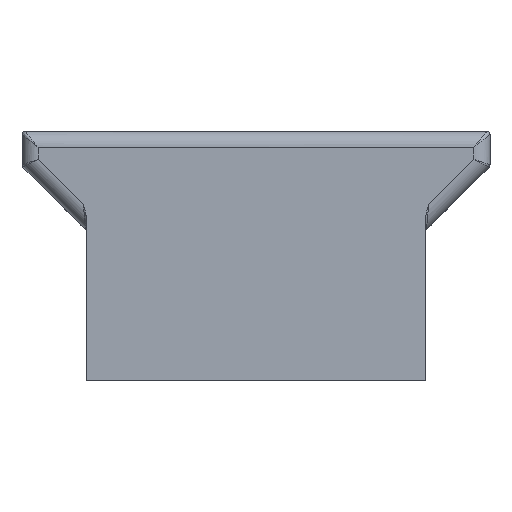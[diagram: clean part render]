
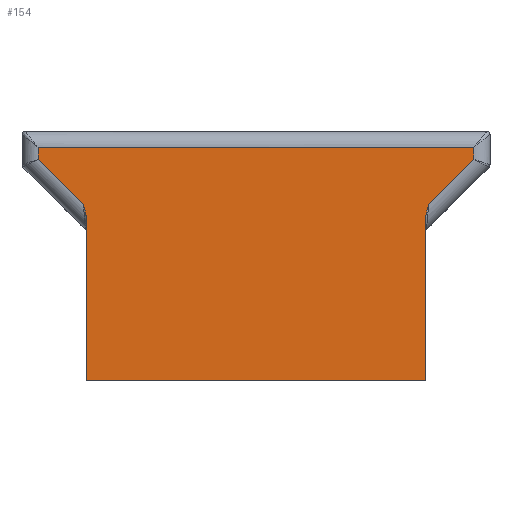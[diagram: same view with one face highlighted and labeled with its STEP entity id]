
A CAD part, front view. The second image highlights one B-rep face of the part: STEP entity #154.
In plain terms, the highlighted face is planar.
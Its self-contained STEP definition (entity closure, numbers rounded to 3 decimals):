
#15 = CARTESIAN_POINT ( 'NONE',  ( -5.25, -4., 52. ) ) ;
#35 = CARTESIAN_POINT ( 'NONE',  ( 5.266, 1.148, 52. ) ) ;
#37 = EDGE_CURVE ( 'NONE', #562, #1444, #1151, .T. ) ;
#75 = CARTESIAN_POINT ( 'NONE',  ( -5.25, 0.988, 52. ) ) ;
#83 = EDGE_CURVE ( 'NONE', #871, #482, #924, .T. ) ;
#94 = ORIENTED_EDGE ( 'NONE', *, *, #1150, .T. ) ;
#110 = CARTESIAN_POINT ( 'NONE',  ( 5.25, -4., 52. ) ) ;
#135 = ORIENTED_EDGE ( 'NONE', *, *, #1861, .T. ) ;
#149 = CARTESIAN_POINT ( 'NONE',  ( 5.25, 0.65, 52. ) ) ;
#154 = ADVANCED_FACE ( 'NONE', ( #511 ), #665, .T. ) ;
#192 = CARTESIAN_POINT ( 'NONE',  ( 6.75, 2.857, 52. ) ) ;
#193 = VECTOR ( 'NONE', #1070, 1000. ) ;
#205 = DIRECTION ( 'NONE',  ( 0.707, 0.707, 0. ) ) ;
#212 = CARTESIAN_POINT ( 'NONE',  ( 6.896, 3.004, 52. ) ) ;
#222 = VECTOR ( 'NONE', #1706, 1000. ) ;
#248 = EDGE_LOOP ( 'NONE', ( #635, #1702, #1172, #277, #135, #280, #1467, #94, #986, #376 ) ) ;
#271 = AXIS2_PLACEMENT_3D ( 'NONE', #1121, #1255, #370 ) ;
#275 = VERTEX_POINT ( 'NONE', #1140 ) ;
#277 = ORIENTED_EDGE ( 'NONE', *, *, #37, .T. ) ;
#280 = ORIENTED_EDGE ( 'NONE', *, *, #1016, .T. ) ;
#328 = CARTESIAN_POINT ( 'NONE',  ( -4.896, 1.004, 52. ) ) ;
#332 = CARTESIAN_POINT ( 'NONE',  ( 5.304, 1.304, 52. ) ) ;
#356 = CARTESIAN_POINT ( 'NONE',  ( -5.327, 1.38, 52. ) ) ;
#370 = DIRECTION ( 'NONE',  ( 1., 0., 0. ) ) ;
#376 = ORIENTED_EDGE ( 'NONE', *, *, #83, .F. ) ;
#395 = VECTOR ( 'NONE', #1168, 1000. ) ;
#421 = EDGE_CURVE ( 'NONE', #871, #1789, #1712, .T. ) ;
#442 = LINE ( 'NONE', #849, #395 ) ;
#482 = VERTEX_POINT ( 'NONE', #15 ) ;
#498 = VERTEX_POINT ( 'NONE', #898 ) ;
#509 = CARTESIAN_POINT ( 'NONE',  ( -5.35, 1.457, 52. ) ) ;
#511 = FACE_OUTER_BOUND ( 'NONE', #248, .T. ) ;
#520 = EDGE_CURVE ( 'NONE', #1789, #842, #1008, .T. ) ;
#562 = VERTEX_POINT ( 'NONE', #192 ) ;
#603 = CARTESIAN_POINT ( 'NONE',  ( 5.25, 0.988, 52. ) ) ;
#606 = LINE ( 'NONE', #1404, #222 ) ;
#635 = ORIENTED_EDGE ( 'NONE', *, *, #421, .T. ) ;
#661 = CARTESIAN_POINT ( 'NONE',  ( 5.25, 0.988, 52. ) ) ;
#665 = PLANE ( 'NONE',  #271 ) ;
#750 = VECTOR ( 'NONE', #1663, 1000. ) ;
#762 = CARTESIAN_POINT ( 'NONE',  ( 5.25, 1.069, 52. ) ) ;
#783 = CARTESIAN_POINT ( 'NONE',  ( 5.25, -4., 52. ) ) ;
#793 = VECTOR ( 'NONE', #205, 1000. ) ;
#842 = VERTEX_POINT ( 'NONE', #1041 ) ;
#843 = LINE ( 'NONE', #1317, #987 ) ;
#849 = CARTESIAN_POINT ( 'NONE',  ( -7.25, 3.229, 52. ) ) ;
#858 = B_SPLINE_CURVE_WITH_KNOTS ( 'NONE', 3,
 ( #509, #356, #1532, #1092, #1110, #75 ),
 .UNSPECIFIED., .F., .F.,
 ( 4, 2, 4 ),
 ( 0., 0., 0. ),
 .UNSPECIFIED. ) ;
#863 = EDGE_CURVE ( 'NONE', #1574, #482, #606, .T. ) ;
#871 = VERTEX_POINT ( 'NONE', #110 ) ;
#886 = DIRECTION ( 'NONE',  ( 0., 1., 0. ) ) ;
#898 = CARTESIAN_POINT ( 'NONE',  ( -5.35, 1.457, 52. ) ) ;
#904 = VERTEX_POINT ( 'NONE', #1132 ) ;
#924 = LINE ( 'NONE', #783, #1035 ) ;
#954 = CARTESIAN_POINT ( 'NONE',  ( 5.327, 1.38, 52. ) ) ;
#986 = ORIENTED_EDGE ( 'NONE', *, *, #863, .T. ) ;
#987 = VECTOR ( 'NONE', #1324, 1000. ) ;
#1008 = B_SPLINE_CURVE_WITH_KNOTS ( 'NONE', 3,
 ( #603, #762, #35, #332, #954, #1664 ),
 .UNSPECIFIED., .F., .F.,
 ( 4, 2, 4 ),
 ( 0., 0., 0. ),
 .UNSPECIFIED. ) ;
#1010 = VECTOR ( 'NONE', #886, 1000. ) ;
#1016 = EDGE_CURVE ( 'NONE', #275, #904, #843, .T. ) ;
#1035 = VECTOR ( 'NONE', #1358, 1000. ) ;
#1041 = CARTESIAN_POINT ( 'NONE',  ( 5.35, 1.457, 52. ) ) ;
#1070 = DIRECTION ( 'NONE',  ( 0.707, -0.707, 0. ) ) ;
#1092 = CARTESIAN_POINT ( 'NONE',  ( -5.266, 1.148, 52. ) ) ;
#1110 = CARTESIAN_POINT ( 'NONE',  ( -5.25, 1.069, 52. ) ) ;
#1121 = CARTESIAN_POINT ( 'NONE',  ( 0., 0., 52. ) ) ;
#1132 = CARTESIAN_POINT ( 'NONE',  ( -6.75, 2.857, 52. ) ) ;
#1140 = CARTESIAN_POINT ( 'NONE',  ( -6.75, 3.229, 52. ) ) ;
#1150 = EDGE_CURVE ( 'NONE', #498, #1574, #858, .T. ) ;
#1151 = LINE ( 'NONE', #1224, #750 ) ;
#1168 = DIRECTION ( 'NONE',  ( -1., 0., 0. ) ) ;
#1172 = ORIENTED_EDGE ( 'NONE', *, *, #1479, .T. ) ;
#1224 = CARTESIAN_POINT ( 'NONE',  ( 6.75, 3.75, 52. ) ) ;
#1255 = DIRECTION ( 'NONE',  ( 0., 0., 1. ) ) ;
#1259 = CARTESIAN_POINT ( 'NONE',  ( 6.75, 3.229, 52. ) ) ;
#1317 = CARTESIAN_POINT ( 'NONE',  ( -6.75, 2.65, 52. ) ) ;
#1322 = LINE ( 'NONE', #212, #793 ) ;
#1324 = DIRECTION ( 'NONE',  ( 0., -1., 0. ) ) ;
#1358 = DIRECTION ( 'NONE',  ( -1., 0., 0. ) ) ;
#1404 = CARTESIAN_POINT ( 'NONE',  ( -5.25, 0.65, 52. ) ) ;
#1432 = EDGE_CURVE ( 'NONE', #904, #498, #1618, .T. ) ;
#1444 = VERTEX_POINT ( 'NONE', #1259 ) ;
#1466 = CARTESIAN_POINT ( 'NONE',  ( -5.25, 0.988, 52. ) ) ;
#1467 = ORIENTED_EDGE ( 'NONE', *, *, #1432, .T. ) ;
#1479 = EDGE_CURVE ( 'NONE', #842, #562, #1322, .T. ) ;
#1532 = CARTESIAN_POINT ( 'NONE',  ( -5.304, 1.304, 52. ) ) ;
#1574 = VERTEX_POINT ( 'NONE', #1466 ) ;
#1618 = LINE ( 'NONE', #328, #193 ) ;
#1663 = DIRECTION ( 'NONE',  ( 0., 1., 0. ) ) ;
#1664 = CARTESIAN_POINT ( 'NONE',  ( 5.35, 1.457, 52. ) ) ;
#1702 = ORIENTED_EDGE ( 'NONE', *, *, #520, .T. ) ;
#1706 = DIRECTION ( 'NONE',  ( 0., -1., 0. ) ) ;
#1712 = LINE ( 'NONE', #149, #1010 ) ;
#1789 = VERTEX_POINT ( 'NONE', #661 ) ;
#1861 = EDGE_CURVE ( 'NONE', #1444, #275, #442, .T. ) ;
